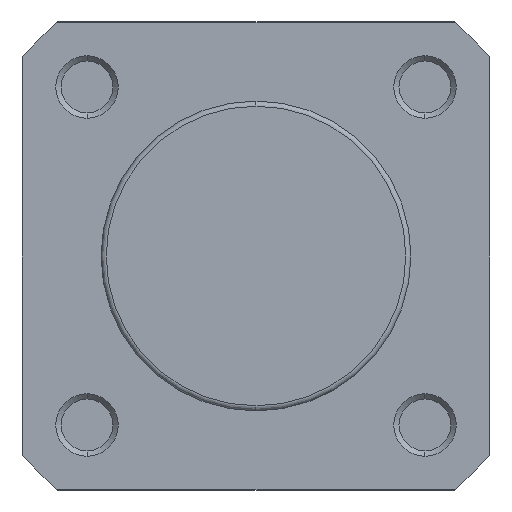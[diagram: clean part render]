
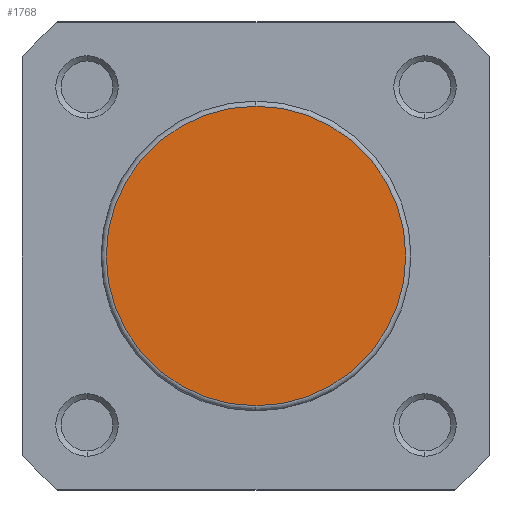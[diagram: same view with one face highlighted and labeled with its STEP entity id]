
A CAD part, left-side view. The second image highlights one B-rep face of the part: STEP entity #1768.
In plain terms, the highlighted planar face has unit normal (-1, 0, 0).
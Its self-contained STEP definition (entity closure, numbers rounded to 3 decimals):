
#184 = AXIS2_PLACEMENT_3D ( 'NONE', #4208, #4209, #4210 ) ;
#207 = AXIS2_PLACEMENT_3D ( 'NONE', #4337, #4344, #4345 ) ;
#629 = ORIENTED_EDGE ( 'NONE', *, *, #5232, .T. ) ;
#768 = EDGE_LOOP ( 'NONE', ( #1107, #629 ) ) ;
#1107 = ORIENTED_EDGE ( 'NONE', *, *, #5176, .T. ) ;
#1677 = AXIS2_PLACEMENT_3D ( 'NONE', #2367, #2369, #2370 ) ;
#1768 = ADVANCED_FACE ( 'NONE', ( #3220 ), #2368, .T. ) ;
#2367 = CARTESIAN_POINT ( 'NONE',  ( 0., -14.9, 0. ) ) ;
#2368 = PLANE ( 'NONE',  #1677 ) ;
#2369 = DIRECTION ( 'NONE',  ( -1., 0., 0. ) ) ;
#2370 = DIRECTION ( 'NONE',  ( 0., 0., 1. ) ) ;
#3220 = FACE_OUTER_BOUND ( 'NONE', #768, .T. ) ;
#3788 = CIRCLE ( 'NONE', #184, 14.4 ) ;
#3874 = CIRCLE ( 'NONE', #207, 14.4 ) ;
#4208 = CARTESIAN_POINT ( 'NONE',  ( 0., 0., 0. ) ) ;
#4209 = DIRECTION ( 'NONE',  ( -1., 0., 0. ) ) ;
#4210 = DIRECTION ( 'NONE',  ( 0., 0., 1. ) ) ;
#4337 = CARTESIAN_POINT ( 'NONE',  ( 0., 0., 0. ) ) ;
#4344 = DIRECTION ( 'NONE',  ( -1., 0., 0. ) ) ;
#4345 = DIRECTION ( 'NONE',  ( 0., 0., 1. ) ) ;
#4725 = CARTESIAN_POINT ( 'NONE',  ( 0., 0., -14.4 ) ) ;
#4727 = CARTESIAN_POINT ( 'NONE',  ( 0., 0., 14.4 ) ) ;
#5176 = EDGE_CURVE ( 'NONE', #5497, #5495, #3788, .T. ) ;
#5232 = EDGE_CURVE ( 'NONE', #5495, #5497, #3874, .T. ) ;
#5495 = VERTEX_POINT ( 'NONE', #4725 ) ;
#5497 = VERTEX_POINT ( 'NONE', #4727 ) ;
